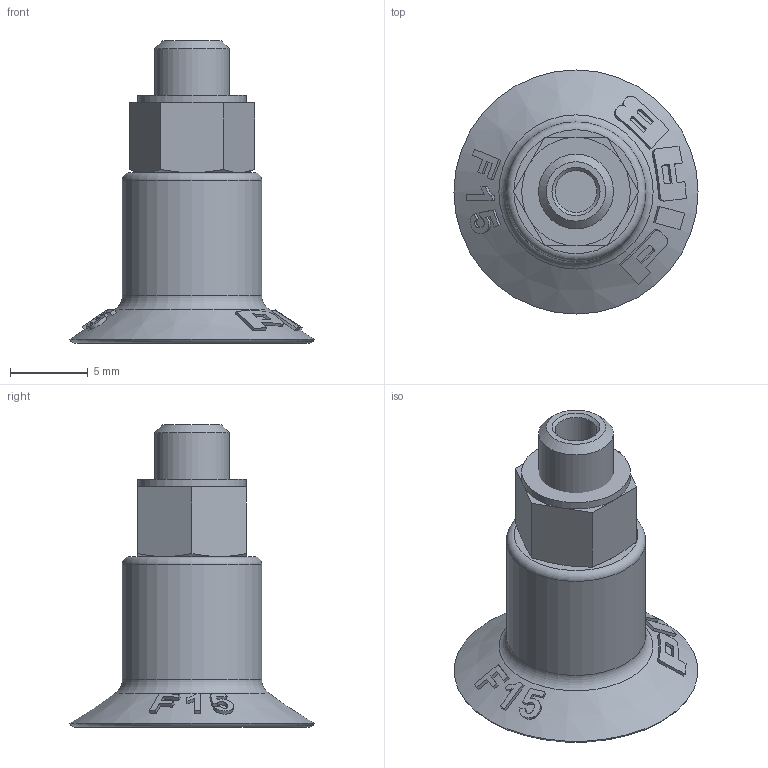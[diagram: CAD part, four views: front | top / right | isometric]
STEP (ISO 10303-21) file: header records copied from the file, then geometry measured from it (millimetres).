
FILE_DESCRIPTION( ( 'Unknown' ), '1' );
FILE_NAME( 'SE-0412708.stp', 'Unknown', ( 'Unknown' ), ( 'Unknown' ), 'PSStep 17.0.49', 'Unknown', ' ' );
FILE_SCHEMA( ( 'AUTOMOTIVE_DESIGN { 1 0 10303 214 1 1 1 1 }' ) );
Length unit declared in the file: millimetre
Products named in the file (5): 3107030; 3107108; 3113616; Assem1; SE-0412709
Assembly tree (4 placements, depth 3):
  Assem1
    SE-0412709
    3107030
      3107108
      3113616
Bounding box: 15.74 x 15.74 x 19.5 mm (x, y, z)
Volume: 1120.7 mm3; surface area: 1304.1 mm2
Topology: 3 solids, 3 shells, 131 faces, 319 edges, 209 vertices
Faces by surface type: bspline 81, cone 21, plane 17, cylinder 8, torus 4
Full cylindrical faces by diameter (mm): 2.7 x1, 3.8 x1, 4 x1, 4.6 x1, 4.826 x1, 5 x1, 7 x1, 9 x1
Entity records: 5572 total; most frequent: CARTESIAN_POINT 2160, ORIENTED_EDGE 596, EDGE_CURVE 298, B_SPLINE_CURVE_WITH_KNOTS 255, VERTEX_POINT 205, DIRECTION 186, EDGE_LOOP 167, FACE_OUTER_BOUND 143
